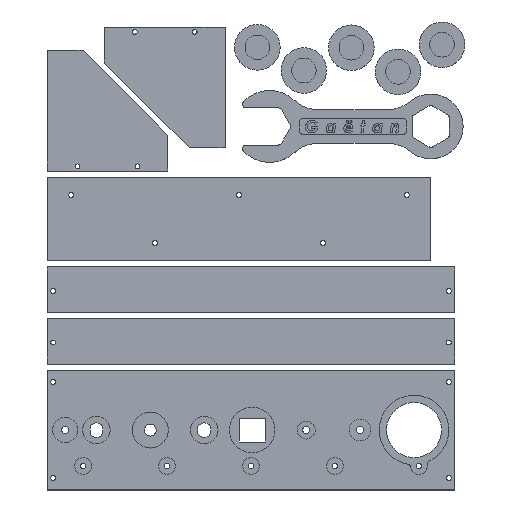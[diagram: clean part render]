
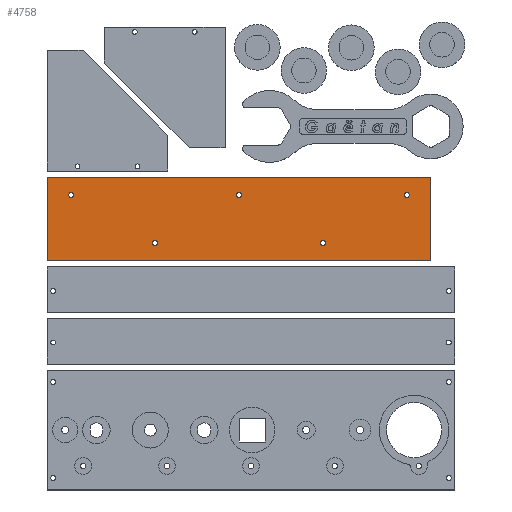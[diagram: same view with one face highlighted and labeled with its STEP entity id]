
A CAD part, top view. The second image highlights one B-rep face of the part: STEP entity #4758.
In plain terms, the highlighted planar face has unit normal (0, 0, 1).
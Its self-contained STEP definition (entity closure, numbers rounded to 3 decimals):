
#65 = ORIENTED_EDGE ( 'NONE', *, *, #9649, .T. ) ;
#233 = FACE_BOUND ( 'NONE', #7411, .T. ) ;
#244 = ORIENTED_EDGE ( 'NONE', *, *, #10090, .T. ) ;
#252 = EDGE_CURVE ( 'NONE', #1050, #600, #5998, .T. ) ;
#360 = CARTESIAN_POINT ( 'NONE',  ( 232., 15., 10. ) ) ;
#428 = CIRCLE ( 'NONE', #6910, 2. ) ;
#600 = VERTEX_POINT ( 'NONE', #9844 ) ;
#884 = DIRECTION ( 'NONE',  ( 0., 0., -1. ) ) ;
#1050 = VERTEX_POINT ( 'NONE', #8788 ) ;
#1089 = DIRECTION ( 'NONE',  ( 1., 0., 0. ) ) ;
#1275 = DIRECTION ( 'NONE',  ( 0., 1., 0. ) ) ;
#1286 = DIRECTION ( 'NONE',  ( 0., 0., -1. ) ) ;
#1291 = ORIENTED_EDGE ( 'NONE', *, *, #3737, .T. ) ;
#1375 = FACE_BOUND ( 'NONE', #1484, .T. ) ;
#1484 = EDGE_LOOP ( 'NONE', ( #65, #9385 ) ) ;
#1512 = FACE_OUTER_BOUND ( 'NONE', #2215, .T. ) ;
#1795 = DIRECTION ( 'NONE',  ( -1., 0., 0. ) ) ;
#1797 = CARTESIAN_POINT ( 'NONE',  ( 0., 70., 10. ) ) ;
#2127 = DIRECTION ( 'NONE',  ( -1., 0., 0. ) ) ;
#2215 = EDGE_LOOP ( 'NONE', ( #10520, #7436, #11646, #5453 ) ) ;
#2275 = EDGE_CURVE ( 'NONE', #5240, #8752, #3863, .T. ) ;
#2290 = CARTESIAN_POINT ( 'NONE',  ( 92., 15., 10. ) ) ;
#2309 = LINE ( 'NONE', #7357, #5717 ) ;
#2421 = DIRECTION ( 'NONE',  ( 0., 0., -1. ) ) ;
#2526 = ORIENTED_EDGE ( 'NONE', *, *, #7016, .T. ) ;
#2548 = DIRECTION ( 'NONE',  ( 0., 0., -1. ) ) ;
#2687 = AXIS2_PLACEMENT_3D ( 'NONE', #10921, #11727, #4444 ) ;
#2738 = DIRECTION ( 'NONE',  ( -1., 0., 0. ) ) ;
#2762 = CARTESIAN_POINT ( 'NONE',  ( 228., 15., 10. ) ) ;
#2918 = AXIS2_PLACEMENT_3D ( 'NONE', #10802, #884, #1795 ) ;
#2941 = CARTESIAN_POINT ( 'NONE',  ( 0., 0., 10. ) ) ;
#3330 = ORIENTED_EDGE ( 'NONE', *, *, #9132, .T. ) ;
#3378 = VERTEX_POINT ( 'NONE', #9201 ) ;
#3409 = CIRCLE ( 'NONE', #5583, 2. ) ;
#3430 = CARTESIAN_POINT ( 'NONE',  ( 0., 70., 10. ) ) ;
#3506 = DIRECTION ( 'NONE',  ( 0., 0., -1. ) ) ;
#3510 = AXIS2_PLACEMENT_3D ( 'NONE', #11566, #3506, #6190 ) ;
#3516 = LINE ( 'NONE', #8349, #11171 ) ;
#3737 = EDGE_CURVE ( 'NONE', #5589, #7014, #11682, .T. ) ;
#3842 = DIRECTION ( 'NONE',  ( 0., 0., -1. ) ) ;
#3863 = CIRCLE ( 'NONE', #9908, 2. ) ;
#3933 = CIRCLE ( 'NONE', #5372, 2. ) ;
#3953 = PLANE ( 'NONE',  #4980 ) ;
#3973 = DIRECTION ( 'NONE',  ( 0., 0., -1. ) ) ;
#4208 = CARTESIAN_POINT ( 'NONE',  ( 90., 15., 10. ) ) ;
#4332 = CARTESIAN_POINT ( 'NONE',  ( 158., 55., 10. ) ) ;
#4347 = CARTESIAN_POINT ( 'NONE',  ( 300., 55., 10. ) ) ;
#4444 = DIRECTION ( 'NONE',  ( -1., 0., 0. ) ) ;
#4483 = EDGE_LOOP ( 'NONE', ( #2526, #1291 ) ) ;
#4549 = CIRCLE ( 'NONE', #3510, 2. ) ;
#4711 = VERTEX_POINT ( 'NONE', #7364 ) ;
#4758 = ADVANCED_FACE ( 'NONE', ( #9987, #11437, #233, #8767, #1375, #1512 ), #3953, .F. ) ;
#4892 = CARTESIAN_POINT ( 'NONE',  ( 0., 0., 10. ) ) ;
#4980 = AXIS2_PLACEMENT_3D ( 'NONE', #4892, #1286, #6713 ) ;
#5085 = CARTESIAN_POINT ( 'NONE',  ( 302., 55., 10. ) ) ;
#5221 = CARTESIAN_POINT ( 'NONE',  ( 320., 70., 10. ) ) ;
#5240 = VERTEX_POINT ( 'NONE', #4332 ) ;
#5243 = EDGE_CURVE ( 'NONE', #7036, #7630, #6900, .T. ) ;
#5256 = EDGE_LOOP ( 'NONE', ( #244, #8439 ) ) ;
#5372 = AXIS2_PLACEMENT_3D ( 'NONE', #7665, #6745, #2127 ) ;
#5453 = ORIENTED_EDGE ( 'NONE', *, *, #10615, .T. ) ;
#5561 = VERTEX_POINT ( 'NONE', #9223 ) ;
#5583 = AXIS2_PLACEMENT_3D ( 'NONE', #4347, #2548, #8033 ) ;
#5589 = VERTEX_POINT ( 'NONE', #2762 ) ;
#5684 = CARTESIAN_POINT ( 'NONE',  ( 162., 55., 10. ) ) ;
#5686 = DIRECTION ( 'NONE',  ( -1., 0., 0. ) ) ;
#5717 = VECTOR ( 'NONE', #1089, 1000. ) ;
#5903 = AXIS2_PLACEMENT_3D ( 'NONE', #6831, #10722, #7847 ) ;
#5998 = CIRCLE ( 'NONE', #11659, 2. ) ;
#6100 = EDGE_CURVE ( 'NONE', #4711, #8320, #428, .T. ) ;
#6190 = DIRECTION ( 'NONE',  ( -1., 0., 0. ) ) ;
#6247 = EDGE_CURVE ( 'NONE', #7191, #3378, #10902, .T. ) ;
#6432 = ORIENTED_EDGE ( 'NONE', *, *, #252, .T. ) ;
#6448 = DIRECTION ( 'NONE',  ( -1., 0., 0. ) ) ;
#6511 = AXIS2_PLACEMENT_3D ( 'NONE', #4208, #2421, #6960 ) ;
#6685 = CARTESIAN_POINT ( 'NONE',  ( 160., 55., 10. ) ) ;
#6713 = DIRECTION ( 'NONE',  ( -1., 0., 0. ) ) ;
#6745 = DIRECTION ( 'NONE',  ( 0., 0., -1. ) ) ;
#6831 = CARTESIAN_POINT ( 'NONE',  ( 230., 15., 10. ) ) ;
#6900 = CIRCLE ( 'NONE', #6511, 2. ) ;
#6910 = AXIS2_PLACEMENT_3D ( 'NONE', #10982, #7452, #6448 ) ;
#6952 = EDGE_CURVE ( 'NONE', #5561, #7785, #3516, .T. ) ;
#6960 = DIRECTION ( 'NONE',  ( -1., 0., 0. ) ) ;
#7014 = VERTEX_POINT ( 'NONE', #360 ) ;
#7016 = EDGE_CURVE ( 'NONE', #7014, #5589, #3933, .T. ) ;
#7036 = VERTEX_POINT ( 'NONE', #10279 ) ;
#7191 = VERTEX_POINT ( 'NONE', #3430 ) ;
#7357 = CARTESIAN_POINT ( 'NONE',  ( 0., 0., 10. ) ) ;
#7364 = CARTESIAN_POINT ( 'NONE',  ( 298., 55., 10. ) ) ;
#7411 = EDGE_LOOP ( 'NONE', ( #8862, #6432 ) ) ;
#7436 = ORIENTED_EDGE ( 'NONE', *, *, #10758, .T. ) ;
#7452 = DIRECTION ( 'NONE',  ( 0., 0., -1. ) ) ;
#7557 = DIRECTION ( 'NONE',  ( 0., -1., 0. ) ) ;
#7630 = VERTEX_POINT ( 'NONE', #2290 ) ;
#7665 = CARTESIAN_POINT ( 'NONE',  ( 230., 15., 10. ) ) ;
#7785 = VERTEX_POINT ( 'NONE', #5221 ) ;
#7847 = DIRECTION ( 'NONE',  ( -1., 0., 0. ) ) ;
#7960 = VECTOR ( 'NONE', #2738, 1000. ) ;
#8033 = DIRECTION ( 'NONE',  ( -1., 0., 0. ) ) ;
#8320 = VERTEX_POINT ( 'NONE', #5085 ) ;
#8349 = CARTESIAN_POINT ( 'NONE',  ( 320., 0., 10. ) ) ;
#8439 = ORIENTED_EDGE ( 'NONE', *, *, #6100, .T. ) ;
#8450 = ORIENTED_EDGE ( 'NONE', *, *, #5243, .T. ) ;
#8486 = CARTESIAN_POINT ( 'NONE',  ( 20., 55., 10. ) ) ;
#8752 = VERTEX_POINT ( 'NONE', #5684 ) ;
#8767 = FACE_BOUND ( 'NONE', #11149, .T. ) ;
#8788 = CARTESIAN_POINT ( 'NONE',  ( 18., 55., 10. ) ) ;
#8862 = ORIENTED_EDGE ( 'NONE', *, *, #9143, .T. ) ;
#9132 = EDGE_CURVE ( 'NONE', #7630, #7036, #11221, .T. ) ;
#9143 = EDGE_CURVE ( 'NONE', #600, #1050, #9935, .T. ) ;
#9201 = CARTESIAN_POINT ( 'NONE',  ( 0., 0., 10. ) ) ;
#9223 = CARTESIAN_POINT ( 'NONE',  ( 320., 0., 10. ) ) ;
#9385 = ORIENTED_EDGE ( 'NONE', *, *, #2275, .T. ) ;
#9508 = VECTOR ( 'NONE', #7557, 1000. ) ;
#9649 = EDGE_CURVE ( 'NONE', #8752, #5240, #4549, .T. ) ;
#9844 = CARTESIAN_POINT ( 'NONE',  ( 22., 55., 10. ) ) ;
#9908 = AXIS2_PLACEMENT_3D ( 'NONE', #6685, #3973, #11236 ) ;
#9935 = CIRCLE ( 'NONE', #2918, 2. ) ;
#9987 = FACE_BOUND ( 'NONE', #4483, .T. ) ;
#10044 = LINE ( 'NONE', #1797, #7960 ) ;
#10090 = EDGE_CURVE ( 'NONE', #8320, #4711, #3409, .T. ) ;
#10279 = CARTESIAN_POINT ( 'NONE',  ( 88., 15., 10. ) ) ;
#10520 = ORIENTED_EDGE ( 'NONE', *, *, #6247, .T. ) ;
#10615 = EDGE_CURVE ( 'NONE', #7785, #7191, #10044, .T. ) ;
#10722 = DIRECTION ( 'NONE',  ( 0., 0., -1. ) ) ;
#10758 = EDGE_CURVE ( 'NONE', #3378, #5561, #2309, .T. ) ;
#10802 = CARTESIAN_POINT ( 'NONE',  ( 20., 55., 10. ) ) ;
#10902 = LINE ( 'NONE', #2941, #9508 ) ;
#10921 = CARTESIAN_POINT ( 'NONE',  ( 90., 15., 10. ) ) ;
#10982 = CARTESIAN_POINT ( 'NONE',  ( 300., 55., 10. ) ) ;
#11149 = EDGE_LOOP ( 'NONE', ( #3330, #8450 ) ) ;
#11171 = VECTOR ( 'NONE', #1275, 1000. ) ;
#11221 = CIRCLE ( 'NONE', #2687, 2. ) ;
#11236 = DIRECTION ( 'NONE',  ( -1., 0., 0. ) ) ;
#11437 = FACE_BOUND ( 'NONE', #5256, .T. ) ;
#11566 = CARTESIAN_POINT ( 'NONE',  ( 160., 55., 10. ) ) ;
#11646 = ORIENTED_EDGE ( 'NONE', *, *, #6952, .T. ) ;
#11659 = AXIS2_PLACEMENT_3D ( 'NONE', #8486, #3842, #5686 ) ;
#11682 = CIRCLE ( 'NONE', #5903, 2. ) ;
#11727 = DIRECTION ( 'NONE',  ( 0., 0., -1. ) ) ;
